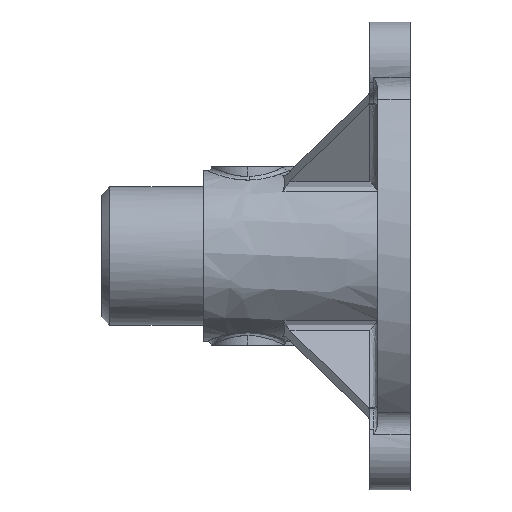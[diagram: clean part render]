
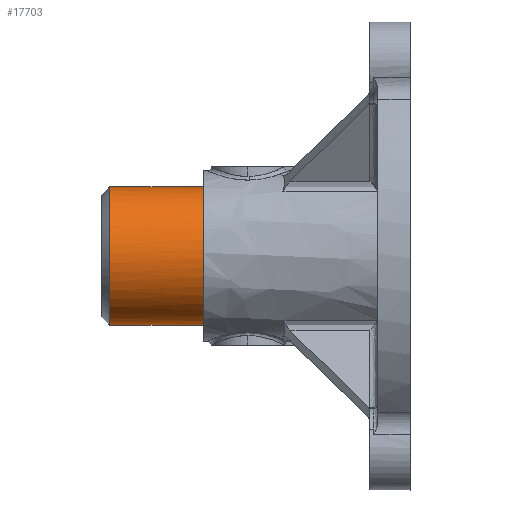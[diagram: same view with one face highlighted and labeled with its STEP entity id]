
A CAD part, left-side view. The second image highlights one B-rep face of the part: STEP entity #17703.
In plain terms, the highlighted free-form (B-spline) face has degree [2, 1] with [5, 2] control points.
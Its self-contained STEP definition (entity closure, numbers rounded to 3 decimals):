
#17703 = ADVANCED_FACE('',(#17704),#17740,.T.);
#17704 = FACE_BOUND('',#17705,.T.);
#17705 = EDGE_LOOP('',(#17706,#17718,#17725,#17735));
#17706 = ORIENTED_EDGE('',*,*,#17707,.F.);
#17707 = EDGE_CURVE('',#17708,#17710,#17712,.T.);
#17708 = VERTEX_POINT('',#17709);
#17709 = CARTESIAN_POINT('',(0.,60.203,-20.068));
#17710 = VERTEX_POINT('',#17711);
#17711 = CARTESIAN_POINT('',(0.,60.203,
    20.068));
#17712 = ( BOUNDED_CURVE() B_SPLINE_CURVE(2,(#17713,#17714,#17715,#17716
,#17717),.UNSPECIFIED.,.F.,.F.) B_SPLINE_CURVE_WITH_KNOTS((3,2,3),(
    0.,1.571,3.142),
.PIECEWISE_BEZIER_KNOTS.) CURVE() GEOMETRIC_REPRESENTATION_ITEM() 
RATIONAL_B_SPLINE_CURVE((1.,0.707,1.,0.707,1.)) 
REPRESENTATION_ITEM('') );
#17713 = CARTESIAN_POINT('',(0.,60.203,-20.068));
#17714 = CARTESIAN_POINT('',(-20.068,60.203,
    -20.068));
#17715 = CARTESIAN_POINT('',(-20.068,60.203,
    0.));
#17716 = CARTESIAN_POINT('',(-20.068,60.203,
    20.068));
#17717 = CARTESIAN_POINT('',(0.,60.203,
    20.068));
#17718 = ORIENTED_EDGE('',*,*,#17719,.F.);
#17719 = EDGE_CURVE('',#17720,#17708,#17722,.T.);
#17720 = VERTEX_POINT('',#17721);
#17721 = CARTESIAN_POINT('',(0.,87.354,
    -20.068));
#17722 = B_SPLINE_CURVE_WITH_KNOTS('',1,(#17723,#17724),.UNSPECIFIED.,
  .F.,.F.,(2,2),(0.,23.),.PIECEWISE_BEZIER_KNOTS.);
#17723 = CARTESIAN_POINT('',(0.,87.354,-20.068));
#17724 = CARTESIAN_POINT('',(0.,60.203,-20.068));
#17725 = ORIENTED_EDGE('',*,*,#17726,.F.);
#17726 = EDGE_CURVE('',#17727,#17720,#17729,.T.);
#17727 = VERTEX_POINT('',#17728);
#17728 = CARTESIAN_POINT('',(0.,87.354,20.068));
#17729 = ( BOUNDED_CURVE() B_SPLINE_CURVE(2,(#17730,#17731,#17732,#17733
,#17734),.UNSPECIFIED.,.F.,.F.) B_SPLINE_CURVE_WITH_KNOTS((3,2,3),(
    0.,1.571,3.142),
.PIECEWISE_BEZIER_KNOTS.) CURVE() GEOMETRIC_REPRESENTATION_ITEM() 
RATIONAL_B_SPLINE_CURVE((1.,0.707,1.,0.707,1.)) 
REPRESENTATION_ITEM('') );
#17730 = CARTESIAN_POINT('',(0.,87.354,20.068));
#17731 = CARTESIAN_POINT('',(-20.068,87.354,
    20.068));
#17732 = CARTESIAN_POINT('',(-20.068,87.354,
    0.));
#17733 = CARTESIAN_POINT('',(-20.068,87.354,
    -20.068));
#17734 = CARTESIAN_POINT('',(0.,87.354,
    -20.068));
#17735 = ORIENTED_EDGE('',*,*,#17736,.F.);
#17736 = EDGE_CURVE('',#17710,#17727,#17737,.T.);
#17737 = B_SPLINE_CURVE_WITH_KNOTS('',1,(#17738,#17739),.UNSPECIFIED.,
  .F.,.F.,(2,2),(0.,23.),.PIECEWISE_BEZIER_KNOTS.);
#17738 = CARTESIAN_POINT('',(0.,60.203,20.068));
#17739 = CARTESIAN_POINT('',(0.,87.354,20.068));
#17740 = ( BOUNDED_SURFACE() B_SPLINE_SURFACE(2,1,(
    (#17741,#17742)
    ,(#17743,#17744)
    ,(#17745,#17746)
    ,(#17747,#17748)
    ,(#17749,#17750
)),.UNSPECIFIED.,.F.,.F.,.F.) B_SPLINE_SURFACE_WITH_KNOTS((3,2,3),(2,2),
  (0.,1.571,3.142),(0.,23.),.PIECEWISE_BEZIER_KNOTS.) 
GEOMETRIC_REPRESENTATION_ITEM() RATIONAL_B_SPLINE_SURFACE((
    (1.,1.)
    ,(0.707,0.707)
    ,(1.,1.)
    ,(0.707,0.707)
,(1.,1.))) REPRESENTATION_ITEM('') SURFACE() );
#17741 = CARTESIAN_POINT('',(0.,87.354,
    -20.068));
#17742 = CARTESIAN_POINT('',(0.,60.203,
    -20.068));
#17743 = CARTESIAN_POINT('',(-20.068,87.354,
    -20.068));
#17744 = CARTESIAN_POINT('',(-20.068,60.203,
    -20.068));
#17745 = CARTESIAN_POINT('',(-20.068,87.354,
    0.));
#17746 = CARTESIAN_POINT('',(-20.068,60.203,
    0.));
#17747 = CARTESIAN_POINT('',(-20.068,87.354,
    20.068));
#17748 = CARTESIAN_POINT('',(-20.068,60.203,
    20.068));
#17749 = CARTESIAN_POINT('',(0.,87.354,
    20.068));
#17750 = CARTESIAN_POINT('',(0.,60.203,
    20.068));
